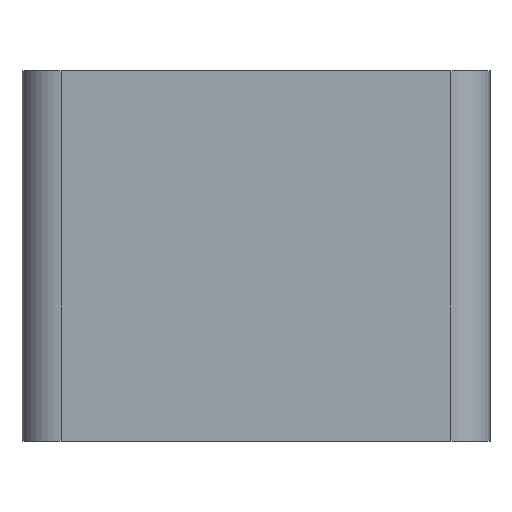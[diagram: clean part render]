
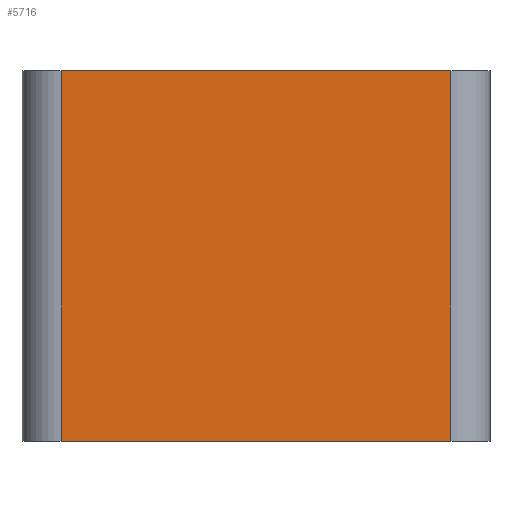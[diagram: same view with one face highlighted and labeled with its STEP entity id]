
A CAD part, top view. The second image highlights one B-rep face of the part: STEP entity #5716.
In plain terms, the highlighted planar face has unit normal (0, 0, 1).
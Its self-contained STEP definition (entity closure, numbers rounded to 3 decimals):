
#5419 = PLANE('',#5420);
#5420 = AXIS2_PLACEMENT_3D('',#5421,#5422,#5423);
#5421 = CARTESIAN_POINT('',(23827.974,21486.266,
    338.388));
#5422 = DIRECTION('',(0.,-1.,0.));
#5423 = DIRECTION('',(1.,0.,0.));
#5473 = PLANE('',#5474);
#5474 = AXIS2_PLACEMENT_3D('',#5475,#5476,#5477);
#5475 = CARTESIAN_POINT('',(23827.974,20536.266,
    338.388));
#5476 = DIRECTION('',(0.,-1.,0.));
#5477 = DIRECTION('',(1.,0.,0.));
#5606 = CYLINDRICAL_SURFACE('',#5607,100.);
#5607 = AXIS2_PLACEMENT_3D('',#5608,#5609,#5610);
#5608 = CARTESIAN_POINT('',(24327.876,20536.266,
    351.184));
#5609 = DIRECTION('',(0.,-1.,0.));
#5610 = DIRECTION('',(1.,0.,0.));
#5644 = VERTEX_POINT('',#5645);
#5645 = CARTESIAN_POINT('',(24327.876,21486.266,
    451.184));
#5667 = EDGE_CURVE('',#5668,#5644,#5670,.T.);
#5668 = VERTEX_POINT('',#5669);
#5669 = CARTESIAN_POINT('',(24327.876,20536.266,
    451.184));
#5670 = SURFACE_CURVE('',#5671,(#5675,#5682),.PCURVE_S1.);
#5671 = LINE('',#5672,#5673);
#5672 = CARTESIAN_POINT('',(24327.876,20536.266,
    451.184));
#5673 = VECTOR('',#5674,1.);
#5674 = DIRECTION('',(0.,1.,0.));
#5675 = PCURVE('',#5606,#5676);
#5676 = DEFINITIONAL_REPRESENTATION('',(#5677),#5681);
#5677 = LINE('',#5678,#5679);
#5678 = CARTESIAN_POINT('',(1.571,0.));
#5679 = VECTOR('',#5680,1.);
#5680 = DIRECTION('',(0.,-1.));
#5681 = ( GEOMETRIC_REPRESENTATION_CONTEXT(2) 
PARAMETRIC_REPRESENTATION_CONTEXT() REPRESENTATION_CONTEXT('2D SPACE',''
  ) );
#5682 = PCURVE('',#5683,#5688);
#5683 = PLANE('',#5684);
#5684 = AXIS2_PLACEMENT_3D('',#5685,#5686,#5687);
#5685 = CARTESIAN_POINT('',(24327.876,20536.266,
    451.184));
#5686 = DIRECTION('',(0.,0.,1.));
#5687 = DIRECTION('',(-1.,0.,0.));
#5688 = DEFINITIONAL_REPRESENTATION('',(#5689),#5693);
#5689 = LINE('',#5690,#5691);
#5690 = CARTESIAN_POINT('',(0.,0.));
#5691 = VECTOR('',#5692,1.);
#5692 = DIRECTION('',(0.,-1.));
#5693 = ( GEOMETRIC_REPRESENTATION_CONTEXT(2) 
PARAMETRIC_REPRESENTATION_CONTEXT() REPRESENTATION_CONTEXT('2D SPACE',''
  ) );
#5716 = ADVANCED_FACE('',(#5717),#5683,.T.);
#5717 = FACE_BOUND('',#5718,.T.);
#5718 = EDGE_LOOP('',(#5719,#5720,#5743,#5771));
#5719 = ORIENTED_EDGE('',*,*,#5667,.T.);
#5720 = ORIENTED_EDGE('',*,*,#5721,.T.);
#5721 = EDGE_CURVE('',#5644,#5722,#5724,.T.);
#5722 = VERTEX_POINT('',#5723);
#5723 = CARTESIAN_POINT('',(23328.071,21486.266,
    451.184));
#5724 = SURFACE_CURVE('',#5725,(#5729,#5736),.PCURVE_S1.);
#5725 = LINE('',#5726,#5727);
#5726 = CARTESIAN_POINT('',(24327.876,21486.266,
    451.184));
#5727 = VECTOR('',#5728,1.);
#5728 = DIRECTION('',(-1.,0.,0.));
#5729 = PCURVE('',#5683,#5730);
#5730 = DEFINITIONAL_REPRESENTATION('',(#5731),#5735);
#5731 = LINE('',#5732,#5733);
#5732 = CARTESIAN_POINT('',(0.,-950.));
#5733 = VECTOR('',#5734,1.);
#5734 = DIRECTION('',(1.,0.));
#5735 = ( GEOMETRIC_REPRESENTATION_CONTEXT(2) 
PARAMETRIC_REPRESENTATION_CONTEXT() REPRESENTATION_CONTEXT('2D SPACE',''
  ) );
#5736 = PCURVE('',#5419,#5737);
#5737 = DEFINITIONAL_REPRESENTATION('',(#5738),#5742);
#5738 = LINE('',#5739,#5740);
#5739 = CARTESIAN_POINT('',(499.902,112.796));
#5740 = VECTOR('',#5741,1.);
#5741 = DIRECTION('',(-1.,0.));
#5742 = ( GEOMETRIC_REPRESENTATION_CONTEXT(2) 
PARAMETRIC_REPRESENTATION_CONTEXT() REPRESENTATION_CONTEXT('2D SPACE',''
  ) );
#5743 = ORIENTED_EDGE('',*,*,#5744,.F.);
#5744 = EDGE_CURVE('',#5745,#5722,#5747,.T.);
#5745 = VERTEX_POINT('',#5746);
#5746 = CARTESIAN_POINT('',(23328.071,20536.266,
    451.184));
#5747 = SURFACE_CURVE('',#5748,(#5752,#5759),.PCURVE_S1.);
#5748 = LINE('',#5749,#5750);
#5749 = CARTESIAN_POINT('',(23328.071,20536.266,
    451.184));
#5750 = VECTOR('',#5751,1.);
#5751 = DIRECTION('',(0.,1.,0.));
#5752 = PCURVE('',#5683,#5753);
#5753 = DEFINITIONAL_REPRESENTATION('',(#5754),#5758);
#5754 = LINE('',#5755,#5756);
#5755 = CARTESIAN_POINT('',(999.805,0.));
#5756 = VECTOR('',#5757,1.);
#5757 = DIRECTION('',(0.,-1.));
#5758 = ( GEOMETRIC_REPRESENTATION_CONTEXT(2) 
PARAMETRIC_REPRESENTATION_CONTEXT() REPRESENTATION_CONTEXT('2D SPACE',''
  ) );
#5759 = PCURVE('',#5760,#5765);
#5760 = CYLINDRICAL_SURFACE('',#5761,100.);
#5761 = AXIS2_PLACEMENT_3D('',#5762,#5763,#5764);
#5762 = CARTESIAN_POINT('',(23328.071,20536.266,
    351.184));
#5763 = DIRECTION('',(0.,-1.,0.));
#5764 = DIRECTION('',(0.,0.,1.));
#5765 = DEFINITIONAL_REPRESENTATION('',(#5766),#5770);
#5766 = LINE('',#5767,#5768);
#5767 = CARTESIAN_POINT('',(0.,0.));
#5768 = VECTOR('',#5769,1.);
#5769 = DIRECTION('',(0.,-1.));
#5770 = ( GEOMETRIC_REPRESENTATION_CONTEXT(2) 
PARAMETRIC_REPRESENTATION_CONTEXT() REPRESENTATION_CONTEXT('2D SPACE',''
  ) );
#5771 = ORIENTED_EDGE('',*,*,#5772,.F.);
#5772 = EDGE_CURVE('',#5668,#5745,#5773,.T.);
#5773 = SURFACE_CURVE('',#5774,(#5778,#5785),.PCURVE_S1.);
#5774 = LINE('',#5775,#5776);
#5775 = CARTESIAN_POINT('',(24327.876,20536.266,
    451.184));
#5776 = VECTOR('',#5777,1.);
#5777 = DIRECTION('',(-1.,0.,0.));
#5778 = PCURVE('',#5683,#5779);
#5779 = DEFINITIONAL_REPRESENTATION('',(#5780),#5784);
#5780 = LINE('',#5781,#5782);
#5781 = CARTESIAN_POINT('',(0.,0.));
#5782 = VECTOR('',#5783,1.);
#5783 = DIRECTION('',(1.,0.));
#5784 = ( GEOMETRIC_REPRESENTATION_CONTEXT(2) 
PARAMETRIC_REPRESENTATION_CONTEXT() REPRESENTATION_CONTEXT('2D SPACE',''
  ) );
#5785 = PCURVE('',#5473,#5786);
#5786 = DEFINITIONAL_REPRESENTATION('',(#5787),#5791);
#5787 = LINE('',#5788,#5789);
#5788 = CARTESIAN_POINT('',(499.902,112.796));
#5789 = VECTOR('',#5790,1.);
#5790 = DIRECTION('',(-1.,0.));
#5791 = ( GEOMETRIC_REPRESENTATION_CONTEXT(2) 
PARAMETRIC_REPRESENTATION_CONTEXT() REPRESENTATION_CONTEXT('2D SPACE',''
  ) );
